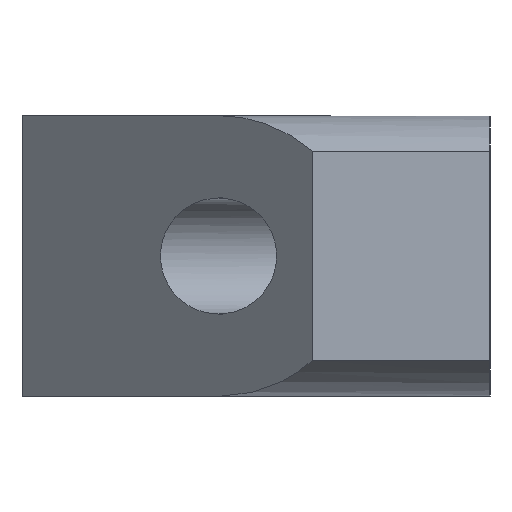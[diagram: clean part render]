
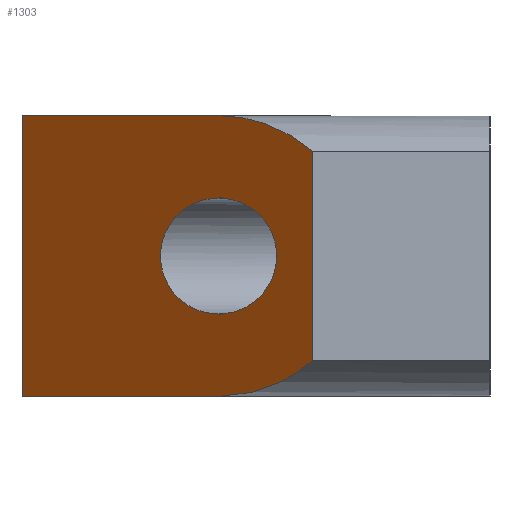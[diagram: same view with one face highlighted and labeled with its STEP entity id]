
A CAD part, left-side view. The second image highlights one B-rep face of the part: STEP entity #1303.
In plain terms, the highlighted planar face has unit normal (-0.707, 0.707, 0).
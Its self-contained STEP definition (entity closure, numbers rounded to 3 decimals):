
#31 = LINE ( 'NONE', #513, #494 ) ;
#79 = VERTEX_POINT ( 'NONE', #271 ) ;
#108 = VECTOR ( 'NONE', #304, 1000. ) ;
#121 = CARTESIAN_POINT ( 'NONE',  ( 0., -5.5, -3.1 ) ) ;
#122 = FACE_OUTER_BOUND ( 'NONE', #288, .T. ) ;
#125 = CARTESIAN_POINT ( 'NONE',  ( -5., -10.5, 5.59 ) ) ;
#155 = EDGE_CURVE ( 'NONE', #1505, #1016, #205, .T. ) ;
#157 = DIRECTION ( 'NONE',  ( 0.707, 0.707, 0. ) ) ;
#160 = CARTESIAN_POINT ( 'NONE',  ( 0., -5.5, -3.1 ) ) ;
#179 = EDGE_CURVE ( 'NONE', #317, #1505, #31, .T. ) ;
#180 = VERTEX_POINT ( 'NONE', #859 ) ;
#183 = VECTOR ( 'NONE', #157, 1000. ) ;
#184 = ORIENTED_EDGE ( 'NONE', *, *, #713, .F. ) ;
#205 =( BOUNDED_CURVE ( )  B_SPLINE_CURVE ( 3, ( #125, #1320, #247, #1455 ),
 .UNSPECIFIED., .F., .F. ) 
 B_SPLINE_CURVE_WITH_KNOTS ( ( 4, 4 ),
 ( 0.841, 1.571 ),
 .UNSPECIFIED. ) 
 CURVE ( )  GEOMETRIC_REPRESENTATION_ITEM ( )  RATIONAL_B_SPLINE_CURVE ( ( 1., 0.956, 0.956, 1. ) ) 
 REPRESENTATION_ITEM ( '' )  );
#226 = ORIENTED_EDGE ( 'NONE', *, *, #179, .T. ) ;
#247 = CARTESIAN_POINT ( 'NONE',  ( -1.866, -7.366, 7.5 ) ) ;
#257 = CARTESIAN_POINT ( 'NONE',  ( -5., -10.5, -5.59 ) ) ;
#258 = FACE_BOUND ( 'NONE', #924, .T. ) ;
#271 = CARTESIAN_POINT ( 'NONE',  ( 10.5, 5., -7.5 ) ) ;
#288 = EDGE_LOOP ( 'NONE', ( #426, #226, #1362, #650, #184, #1205 ) ) ;
#304 = DIRECTION ( 'NONE',  ( 0., 0., 1. ) ) ;
#305 = CARTESIAN_POINT ( 'NONE',  ( -6.2, -11.7, -3.1 ) ) ;
#306 = ORIENTED_EDGE ( 'NONE', *, *, #313, .F. ) ;
#313 = EDGE_CURVE ( 'NONE', #552, #497, #1429, .T. ) ;
#317 = VERTEX_POINT ( 'NONE', #779 ) ;
#363 = PLANE ( 'NONE',  #736 ) ;
#372 = EDGE_CURVE ( 'NONE', #1016, #984, #1464, .T. ) ;
#414 = DIRECTION ( 'NONE',  ( 0.707, 0.707, 0. ) ) ;
#426 = ORIENTED_EDGE ( 'NONE', *, *, #436, .T. ) ;
#436 = EDGE_CURVE ( 'NONE', #180, #317, #1474, .T. ) ;
#494 = VECTOR ( 'NONE', #978, 1000. ) ;
#497 = VERTEX_POINT ( 'NONE', #1269 ) ;
#513 = CARTESIAN_POINT ( 'NONE',  ( -5., -10.5, 0. ) ) ;
#535 = CARTESIAN_POINT ( 'NONE',  ( -6.2, -11.7, 3.1 ) ) ;
#552 = VERTEX_POINT ( 'NONE', #1025 ) ;
#595 = EDGE_CURVE ( 'NONE', #180, #79, #875, .T. ) ;
#650 = ORIENTED_EDGE ( 'NONE', *, *, #372, .T. ) ;
#658 = CARTESIAN_POINT ( 'NONE',  ( -5., -10.5, 5.59 ) ) ;
#711 = CARTESIAN_POINT ( 'NONE',  ( 12.5, 7., -5. ) ) ;
#713 = EDGE_CURVE ( 'NONE', #79, #984, #894, .T. ) ;
#736 = AXIS2_PLACEMENT_3D ( 'NONE', #711, #951, #1329 ) ;
#779 = CARTESIAN_POINT ( 'NONE',  ( -5., -10.5, -5.59 ) ) ;
#846 = CARTESIAN_POINT ( 'NONE',  ( -1.866, -7.366, -7.5 ) ) ;
#859 = CARTESIAN_POINT ( 'NONE',  ( 0., -5.5, -7.5 ) ) ;
#875 = LINE ( 'NONE', #1245, #1015 ) ;
#894 = LINE ( 'NONE', #1512, #108 ) ;
#924 = EDGE_LOOP ( 'NONE', ( #306, #930 ) ) ;
#930 = ORIENTED_EDGE ( 'NONE', *, *, #1120, .F. ) ;
#951 = DIRECTION ( 'NONE',  ( -0.707, 0.707, 0. ) ) ;
#978 = DIRECTION ( 'NONE',  ( 0., 0., 1. ) ) ;
#984 = VERTEX_POINT ( 'NONE', #1207 ) ;
#1015 = VECTOR ( 'NONE', #414, 1000. ) ;
#1016 = VERTEX_POINT ( 'NONE', #1332 ) ;
#1025 = CARTESIAN_POINT ( 'NONE',  ( 0., -5.5, 3.1 ) ) ;
#1033 = CARTESIAN_POINT ( 'NONE',  ( 0., -5.5, 3.1 ) ) ;
#1080 = CARTESIAN_POINT ( 'NONE',  ( 0., -5.5, 7.5 ) ) ;
#1120 = EDGE_CURVE ( 'NONE', #497, #552, #1244, .T. ) ;
#1188 = CARTESIAN_POINT ( 'NONE',  ( 6.2, 0.7, -3.1 ) ) ;
#1205 = ORIENTED_EDGE ( 'NONE', *, *, #595, .F. ) ;
#1207 = CARTESIAN_POINT ( 'NONE',  ( 10.5, 5., 7.5 ) ) ;
#1244 =( BOUNDED_CURVE ( )  B_SPLINE_CURVE ( 3, ( #160, #305, #535, #1366 ),
 .UNSPECIFIED., .F., .T. ) 
 B_SPLINE_CURVE_WITH_KNOTS ( ( 4, 4 ),
 ( 1.571, 4.712 ),
 .UNSPECIFIED. ) 
 CURVE ( )  GEOMETRIC_REPRESENTATION_ITEM ( )  RATIONAL_B_SPLINE_CURVE ( ( 1., 0.333, 0.333, 1. ) ) 
 REPRESENTATION_ITEM ( '' )  );
#1245 = CARTESIAN_POINT ( 'NONE',  ( 0., -5.5, -7.5 ) ) ;
#1269 = CARTESIAN_POINT ( 'NONE',  ( 0., -5.5, -3.1 ) ) ;
#1303 = ADVANCED_FACE ( 'NONE', ( #122, #258 ), #363, .T. ) ;
#1313 = CARTESIAN_POINT ( 'NONE',  ( 0., -5.5, -7.5 ) ) ;
#1320 = CARTESIAN_POINT ( 'NONE',  ( -3.609, -9.109, 6.834 ) ) ;
#1328 = CARTESIAN_POINT ( 'NONE',  ( -3.609, -9.109, -6.834 ) ) ;
#1329 = DIRECTION ( 'NONE',  ( -0.707, -0.707, 0. ) ) ;
#1332 = CARTESIAN_POINT ( 'NONE',  ( 0., -5.5, 7.5 ) ) ;
#1362 = ORIENTED_EDGE ( 'NONE', *, *, #155, .T. ) ;
#1366 = CARTESIAN_POINT ( 'NONE',  ( 0., -5.5, 3.1 ) ) ;
#1395 = CARTESIAN_POINT ( 'NONE',  ( 6.2, 0.7, 3.1 ) ) ;
#1429 =( BOUNDED_CURVE ( )  B_SPLINE_CURVE ( 3, ( #1033, #1395, #1188, #121 ),
 .UNSPECIFIED., .F., .T. ) 
 B_SPLINE_CURVE_WITH_KNOTS ( ( 4, 4 ),
 ( 4.712, 7.854 ),
 .UNSPECIFIED. ) 
 CURVE ( )  GEOMETRIC_REPRESENTATION_ITEM ( )  RATIONAL_B_SPLINE_CURVE ( ( 1., 0.333, 0.333, 1. ) ) 
 REPRESENTATION_ITEM ( '' )  );
#1455 = CARTESIAN_POINT ( 'NONE',  ( 0., -5.5, 7.5 ) ) ;
#1464 = LINE ( 'NONE', #1080, #183 ) ;
#1474 =( BOUNDED_CURVE ( )  B_SPLINE_CURVE ( 3, ( #1313, #846, #1328, #257 ),
 .UNSPECIFIED., .F., .T. ) 
 B_SPLINE_CURVE_WITH_KNOTS ( ( 4, 4 ),
 ( 4.712, 5.442 ),
 .UNSPECIFIED. ) 
 CURVE ( )  GEOMETRIC_REPRESENTATION_ITEM ( )  RATIONAL_B_SPLINE_CURVE ( ( 1., 0.956, 0.956, 1. ) ) 
 REPRESENTATION_ITEM ( '' )  );
#1505 = VERTEX_POINT ( 'NONE', #658 ) ;
#1512 = CARTESIAN_POINT ( 'NONE',  ( 10.5, 5., 0. ) ) ;
